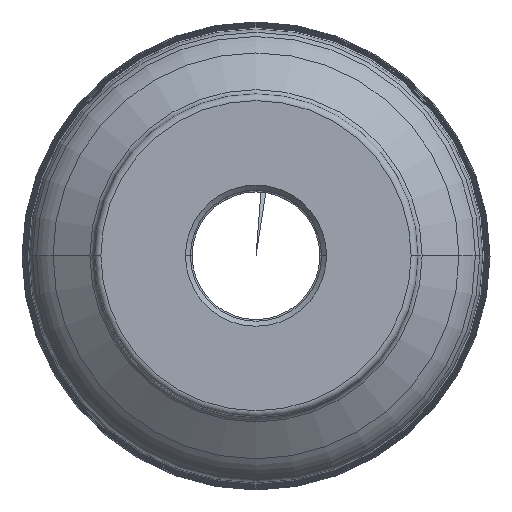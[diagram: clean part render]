
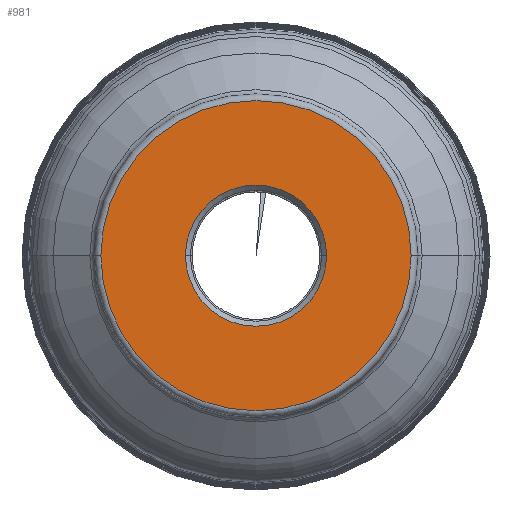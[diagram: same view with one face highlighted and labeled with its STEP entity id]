
A CAD part, top view. The second image highlights one B-rep face of the part: STEP entity #981.
In plain terms, the highlighted planar face has unit normal (0, 0, 1).
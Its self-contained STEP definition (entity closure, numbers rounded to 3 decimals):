
#58=PLANE('',#10137);
#72=FACE_BOUND('',#2193,.T.);
#73=FACE_BOUND('',#2194,.T.);
#981=ADVANCED_FACE('',(#72,#73),#58,.F.);
#2193=EDGE_LOOP('',(#4218,#4219,#4220,#4221));
#2194=EDGE_LOOP('',(#4222,#4223,#4224,#4225));
#4218=ORIENTED_EDGE('',*,*,#5978,.T.);
#4219=ORIENTED_EDGE('',*,*,#5979,.T.);
#4220=ORIENTED_EDGE('',*,*,#5980,.F.);
#4221=ORIENTED_EDGE('',*,*,#5981,.F.);
#4222=ORIENTED_EDGE('',*,*,#5976,.T.);
#4223=ORIENTED_EDGE('',*,*,#5974,.T.);
#4224=ORIENTED_EDGE('',*,*,#5973,.T.);
#4225=ORIENTED_EDGE('',*,*,#5977,.T.);
#4916=VERTEX_POINT('',#17991);
#4917=VERTEX_POINT('',#17993);
#4918=VERTEX_POINT('',#17995);
#4919=VERTEX_POINT('',#17999);
#4920=VERTEX_POINT('',#18003);
#4921=VERTEX_POINT('',#18004);
#4922=VERTEX_POINT('',#18006);
#4923=VERTEX_POINT('',#18008);
#5973=EDGE_CURVE('',#4917,#4916,#7122,.T.);
#5974=EDGE_CURVE('',#4918,#4917,#7123,.T.);
#5976=EDGE_CURVE('',#4919,#4918,#7124,.T.);
#5977=EDGE_CURVE('',#4916,#4919,#7125,.T.);
#5978=EDGE_CURVE('',#4920,#4921,#7126,.T.);
#5979=EDGE_CURVE('',#4921,#4922,#7127,.T.);
#5980=EDGE_CURVE('',#4923,#4922,#7128,.T.);
#5981=EDGE_CURVE('',#4920,#4923,#7129,.T.);
#7122=CIRCLE('',#10127,21.05);
#7123=CIRCLE('',#10128,21.05);
#7124=CIRCLE('',#10130,21.05);
#7125=CIRCLE('',#10131,21.05);
#7126=CIRCLE('',#10133,46.25);
#7127=CIRCLE('',#10134,46.25);
#7128=CIRCLE('',#10135,46.25);
#7129=CIRCLE('',#10136,46.25);
#10127=AXIS2_PLACEMENT_3D('',#17992,#12948,#12949);
#10128=AXIS2_PLACEMENT_3D('',#17994,#12950,#12951);
#10130=AXIS2_PLACEMENT_3D('',#17998,#12955,#12956);
#10131=AXIS2_PLACEMENT_3D('',#18000,#12957,#12958);
#10133=AXIS2_PLACEMENT_3D('',#18002,#12961,#12962);
#10134=AXIS2_PLACEMENT_3D('',#18005,#12963,#12964);
#10135=AXIS2_PLACEMENT_3D('',#18007,#12965,#12966);
#10136=AXIS2_PLACEMENT_3D('',#18009,#12967,#12968);
#10137=AXIS2_PLACEMENT_3D('',#18010,#12969,#12970);
#12948=DIRECTION('',(0.,0.,-1.));
#12949=DIRECTION('',(0.,1.,0.));
#12950=DIRECTION('',(0.,0.,-1.));
#12951=DIRECTION('',(-1.,0.,0.));
#12955=DIRECTION('',(0.,0.,-1.));
#12956=DIRECTION('',(0.,-1.,0.));
#12957=DIRECTION('',(0.,0.,-1.));
#12958=DIRECTION('',(1.,0.,0.));
#12961=DIRECTION('',(0.,0.,1.));
#12962=DIRECTION('',(1.,0.,0.));
#12963=DIRECTION('',(0.,0.,1.));
#12964=DIRECTION('',(-1.,0.,0.));
#12965=DIRECTION('',(0.,0.,-1.));
#12966=DIRECTION('',(-1.,0.,0.));
#12967=DIRECTION('',(0.,0.,-1.));
#12968=DIRECTION('',(1.,0.,0.));
#12969=DIRECTION('',(0.,0.,-1.));
#12970=DIRECTION('',(1.,0.,0.));
#17991=CARTESIAN_POINT('',(21.05,0.,0.));
#17992=CARTESIAN_POINT('',(0.,0.,0.));
#17993=CARTESIAN_POINT('',(0.,21.05,0.));
#17994=CARTESIAN_POINT('',(0.,0.,0.));
#17995=CARTESIAN_POINT('',(-21.05,0.,0.));
#17998=CARTESIAN_POINT('',(0.,0.,0.));
#17999=CARTESIAN_POINT('',(0.,-21.05,0.));
#18000=CARTESIAN_POINT('',(0.,0.,0.));
#18002=CARTESIAN_POINT('',(0.,0.,0.));
#18003=CARTESIAN_POINT('',(46.25,0.015,0.));
#18004=CARTESIAN_POINT('',(-46.25,0.,0.));
#18005=CARTESIAN_POINT('',(0.,0.,0.));
#18006=CARTESIAN_POINT('',(-46.25,-0.015,0.));
#18007=CARTESIAN_POINT('',(0.,0.,0.));
#18008=CARTESIAN_POINT('',(46.25,0.,0.));
#18009=CARTESIAN_POINT('',(0.,0.,0.));
#18010=CARTESIAN_POINT('',(0.,0.,0.));
